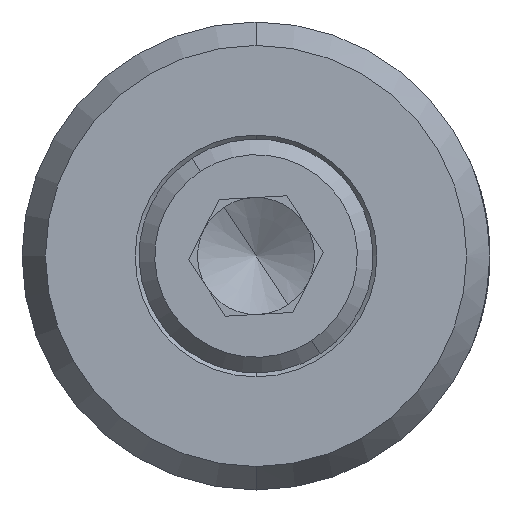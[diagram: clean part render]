
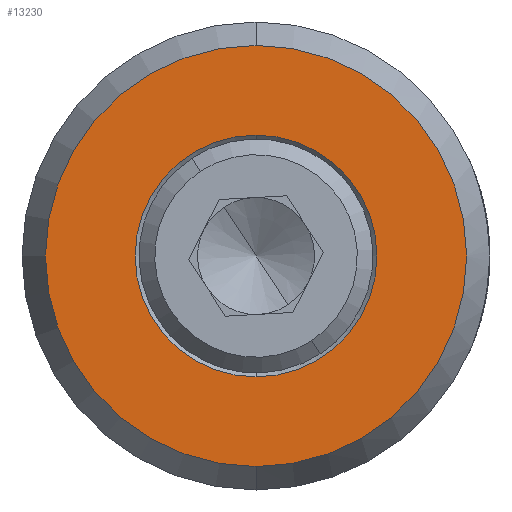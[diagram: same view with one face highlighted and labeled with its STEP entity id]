
A CAD part, front view. The second image highlights one B-rep face of the part: STEP entity #13230.
In plain terms, the highlighted planar face has unit normal (0, -1, 0).
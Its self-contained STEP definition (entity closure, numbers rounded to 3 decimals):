
#2059 = EDGE_CURVE ( 'NONE', #15896, #39864, #20142, .T. ) ;
#3157 = AXIS2_PLACEMENT_3D ( 'NONE', #7841, #20864, #17665 ) ;
#4702 = CARTESIAN_POINT ( 'NONE',  ( 0., 0., 0. ) ) ;
#5745 = CARTESIAN_POINT ( 'NONE',  ( 0., 0., 0. ) ) ;
#7841 = CARTESIAN_POINT ( 'NONE',  ( 0., 0., 0. ) ) ;
#7898 = DIRECTION ( 'NONE',  ( 0., 1., 0. ) ) ;
#8585 = AXIS2_PLACEMENT_3D ( 'NONE', #4702, #7898, #18578 ) ;
#9826 = EDGE_CURVE ( 'NONE', #39864, #15896, #16302, .T. ) ;
#10122 = ORIENTED_EDGE ( 'NONE', *, *, #21422, .T. ) ;
#12577 = CARTESIAN_POINT ( 'NONE',  ( 0., 0., 0. ) ) ;
#13230 = ADVANCED_FACE ( 'NONE', ( #21513, #15317 ), #28312, .F. ) ;
#14342 = VERTEX_POINT ( 'NONE', #27694 ) ;
#15106 = ORIENTED_EDGE ( 'NONE', *, *, #32616, .T. ) ;
#15317 = FACE_OUTER_BOUND ( 'NONE', #21110, .T. ) ;
#15896 = VERTEX_POINT ( 'NONE', #16625 ) ;
#16302 = CIRCLE ( 'NONE', #39412, 2.7 ) ;
#16565 = DIRECTION ( 'NONE',  ( 0., 0., 1. ) ) ;
#16625 = CARTESIAN_POINT ( 'NONE',  ( 0., 0., -2.7 ) ) ;
#16745 = CARTESIAN_POINT ( 'NONE',  ( 0., 0., 2.7 ) ) ;
#17665 = DIRECTION ( 'NONE',  ( 0., 0., 1. ) ) ;
#18578 = DIRECTION ( 'NONE',  ( 0., 0., 1. ) ) ;
#18775 = DIRECTION ( 'NONE',  ( 0., -1., 0. ) ) ;
#19879 = AXIS2_PLACEMENT_3D ( 'NONE', #12577, #41977, #32190 ) ;
#19945 = VERTEX_POINT ( 'NONE', #24082 ) ;
#20142 = CIRCLE ( 'NONE', #25584, 2.7 ) ;
#20302 = EDGE_LOOP ( 'NONE', ( #15106, #10122 ) ) ;
#20864 = DIRECTION ( 'NONE',  ( 0., 1., 0. ) ) ;
#21110 = EDGE_LOOP ( 'NONE', ( #28457, #24265 ) ) ;
#21422 = EDGE_CURVE ( 'NONE', #19945, #14342, #26962, .T. ) ;
#21513 = FACE_BOUND ( 'NONE', #20302, .T. ) ;
#24082 = CARTESIAN_POINT ( 'NONE',  ( 0., 0., 1.55 ) ) ;
#24265 = ORIENTED_EDGE ( 'NONE', *, *, #2059, .T. ) ;
#25334 = CIRCLE ( 'NONE', #19879, 1.55 ) ;
#25584 = AXIS2_PLACEMENT_3D ( 'NONE', #5745, #18775, #31562 ) ;
#26566 = CARTESIAN_POINT ( 'NONE',  ( 0., 0., 0. ) ) ;
#26962 = CIRCLE ( 'NONE', #8585, 1.55 ) ;
#27694 = CARTESIAN_POINT ( 'NONE',  ( 0., 0., -1.55 ) ) ;
#28312 = PLANE ( 'NONE',  #3157 ) ;
#28457 = ORIENTED_EDGE ( 'NONE', *, *, #9826, .T. ) ;
#31562 = DIRECTION ( 'NONE',  ( 0., 0., 1. ) ) ;
#32190 = DIRECTION ( 'NONE',  ( 0., 0., 1. ) ) ;
#32616 = EDGE_CURVE ( 'NONE', #14342, #19945, #25334, .T. ) ;
#39346 = DIRECTION ( 'NONE',  ( 0., -1., 0. ) ) ;
#39412 = AXIS2_PLACEMENT_3D ( 'NONE', #26566, #39346, #16565 ) ;
#39864 = VERTEX_POINT ( 'NONE', #16745 ) ;
#41977 = DIRECTION ( 'NONE',  ( 0., 1., 0. ) ) ;
